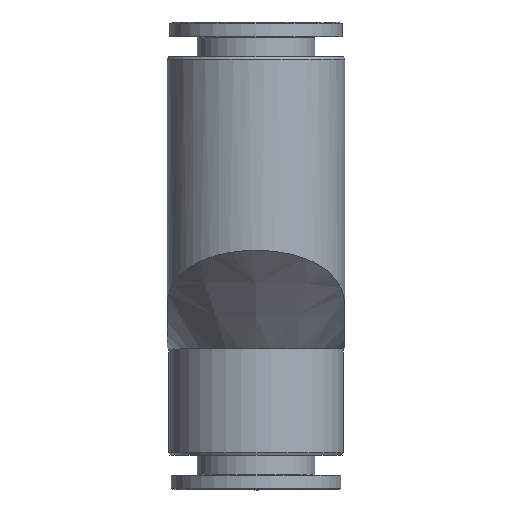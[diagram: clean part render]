
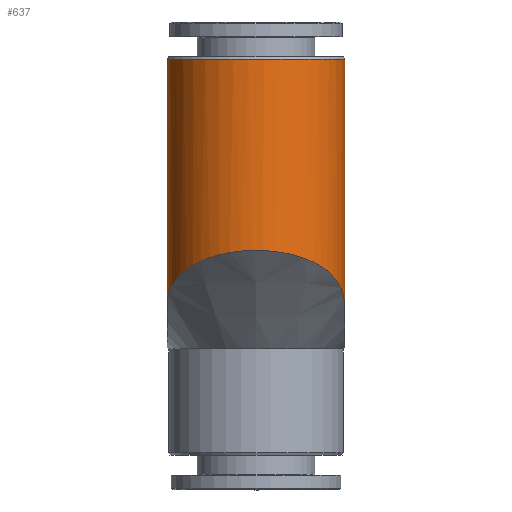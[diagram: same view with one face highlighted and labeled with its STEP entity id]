
A CAD part, left-side view. The second image highlights one B-rep face of the part: STEP entity #637.
In plain terms, the highlighted cylindrical face has radius 7.125 mm (diameter 14.25 mm), a partial arc.
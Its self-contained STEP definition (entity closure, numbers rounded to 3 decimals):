
#20=CYLINDRICAL_SURFACE('',#717,7.125);
#52=CIRCLE('',#716,7.125);
#94=ELLIPSE('',#696,7.624,7.125);
#96=ELLIPSE('',#699,7.624,7.125);
#100=ELLIPSE('',#709,10.076,7.125);
#102=ELLIPSE('',#712,10.076,7.125);
#107=LINE('',#1046,#123);
#108=LINE('',#1059,#124);
#113=LINE('',#1070,#129);
#117=LINE('',#1079,#133);
#123=VECTOR('',#803,1000.);
#124=VECTOR('',#806,1000.);
#129=VECTOR('',#813,1000.);
#133=VECTOR('',#819,1000.);
#183=ORIENTED_EDGE('',*,*,#310,.T.);
#184=ORIENTED_EDGE('',*,*,#296,.T.);
#185=ORIENTED_EDGE('',*,*,#326,.F.);
#186=ORIENTED_EDGE('',*,*,#294,.F.);
#187=ORIENTED_EDGE('',*,*,#308,.T.);
#188=ORIENTED_EDGE('',*,*,#301,.T.);
#189=ORIENTED_EDGE('',*,*,#320,.T.);
#190=ORIENTED_EDGE('',*,*,#325,.T.);
#191=ORIENTED_EDGE('',*,*,#322,.T.);
#192=ORIENTED_EDGE('',*,*,#305,.T.);
#294=EDGE_CURVE('',#371,#368,#107,.T.);
#296=EDGE_CURVE('',#374,#373,#108,.T.);
#301=EDGE_CURVE('',#379,#378,#113,.F.);
#305=EDGE_CURVE('',#383,#382,#117,.T.);
#308=EDGE_CURVE('',#371,#379,#94,.F.);
#310=EDGE_CURVE('',#382,#374,#96,.F.);
#320=EDGE_CURVE('',#378,#391,#100,.F.);
#322=EDGE_CURVE('',#393,#383,#102,.F.);
#325=EDGE_CURVE('',#391,#393,#52,.T.);
#326=EDGE_CURVE('',#368,#373,#431,.T.);
#368=VERTEX_POINT('',#1040);
#371=VERTEX_POINT('',#1045);
#373=VERTEX_POINT('',#1058);
#374=VERTEX_POINT('',#1060);
#378=VERTEX_POINT('',#1069);
#379=VERTEX_POINT('',#1071);
#382=VERTEX_POINT('',#1078);
#383=VERTEX_POINT('',#1080);
#391=VERTEX_POINT('',#1106);
#393=VERTEX_POINT('',#1112);
#431=B_SPLINE_CURVE_WITH_KNOTS('',3,(#1118,#1119,#1120,#1121,#1122,#1123,
#1124,#1125,#1126,#1127,#1128),.UNSPECIFIED.,.F.,.F.,(4,1,1,1,1,1,1,1,4),
(0.,0.003,0.006,0.009,
0.012,0.015,0.018,0.021,
0.024),.UNSPECIFIED.);
#445=EDGE_LOOP('',(#183,#184,#185,#186,#187,#188,#189,#190,#191,#192));
#531=FACE_BOUND('',#445,.T.);
#637=ADVANCED_FACE('',(#531),#20,.T.);
#696=AXIS2_PLACEMENT_3D('',#1084,#825,#826);
#699=AXIS2_PLACEMENT_3D('',#1087,#831,#832);
#709=AXIS2_PLACEMENT_3D('',#1107,#853,#854);
#712=AXIS2_PLACEMENT_3D('',#1111,#859,#860);
#716=AXIS2_PLACEMENT_3D('',#1116,#867,#868);
#717=AXIS2_PLACEMENT_3D('',#1117,#869,#870);
#803=DIRECTION('',(0.,0.,-1.));
#806=DIRECTION('',(0.,0.,-1.));
#813=DIRECTION('',(0.,0.,-1.));
#819=DIRECTION('',(0.,0.,-1.));
#825=DIRECTION('',(0.,0.356,-0.934));
#826=DIRECTION('',(0.,-0.934,-0.356));
#831=DIRECTION('',(0.,-0.356,-0.934));
#832=DIRECTION('',(0.,0.934,-0.356));
#853=DIRECTION('',(0.,0.707,-0.707));
#854=DIRECTION('',(0.,-0.707,-0.707));
#859=DIRECTION('',(0.,-0.707,-0.707));
#860=DIRECTION('',(0.,0.707,-0.707));
#867=DIRECTION('',(0.,0.,-1.));
#868=DIRECTION('',(-1.,0.,0.));
#869=DIRECTION('',(0.,0.,-1.));
#870=DIRECTION('',(-1.,0.,0.));
#1040=CARTESIAN_POINT('',(-7.25,-7.125,-3.51));
#1045=CARTESIAN_POINT('',(-7.25,-7.125,0.));
#1046=CARTESIAN_POINT('',(-7.25,-7.125,6.));
#1058=CARTESIAN_POINT('',(-7.25,7.125,-3.51));
#1059=CARTESIAN_POINT('',(-7.25,7.125,6.));
#1060=CARTESIAN_POINT('',(-7.25,7.125,0.));
#1069=CARTESIAN_POINT('',(-1.726,-4.5,13.75));
#1070=CARTESIAN_POINT('',(-1.726,-4.5,0.));
#1071=CARTESIAN_POINT('',(-1.726,-4.5,1.));
#1078=CARTESIAN_POINT('',(-1.726,4.5,1.));
#1079=CARTESIAN_POINT('',(-1.726,4.5,0.));
#1080=CARTESIAN_POINT('',(-1.726,4.5,13.75));
#1084=CARTESIAN_POINT('',(-7.25,0.,2.714));
#1087=CARTESIAN_POINT('',(-7.25,0.,2.714));
#1106=CARTESIAN_POINT('',(-0.389,-1.923,16.327));
#1107=CARTESIAN_POINT('',(-7.25,0.,18.25));
#1111=CARTESIAN_POINT('',(-7.25,0.,18.25));
#1112=CARTESIAN_POINT('',(-0.389,1.923,16.327));
#1116=CARTESIAN_POINT('',(-7.25,0.,16.327));
#1117=CARTESIAN_POINT('',(-7.25,0.,0.));
#1118=CARTESIAN_POINT('',(-7.25,-7.125,-3.51));
#1119=CARTESIAN_POINT('',(-8.068,-7.125,-2.885));
#1120=CARTESIAN_POINT('',(-9.738,-6.847,-1.716));
#1121=CARTESIAN_POINT('',(-12.122,-5.453,-0.251));
#1122=CARTESIAN_POINT('',(-13.908,-3.086,0.75));
#1123=CARTESIAN_POINT('',(-14.603,-0.026,1.122));
#1124=CARTESIAN_POINT('',(-13.929,3.048,0.762));
#1125=CARTESIAN_POINT('',(-12.134,5.444,-0.244));
#1126=CARTESIAN_POINT('',(-9.755,6.841,-1.705));
#1127=CARTESIAN_POINT('',(-8.07,7.125,-2.883));
#1128=CARTESIAN_POINT('',(-7.25,7.125,-3.51));
